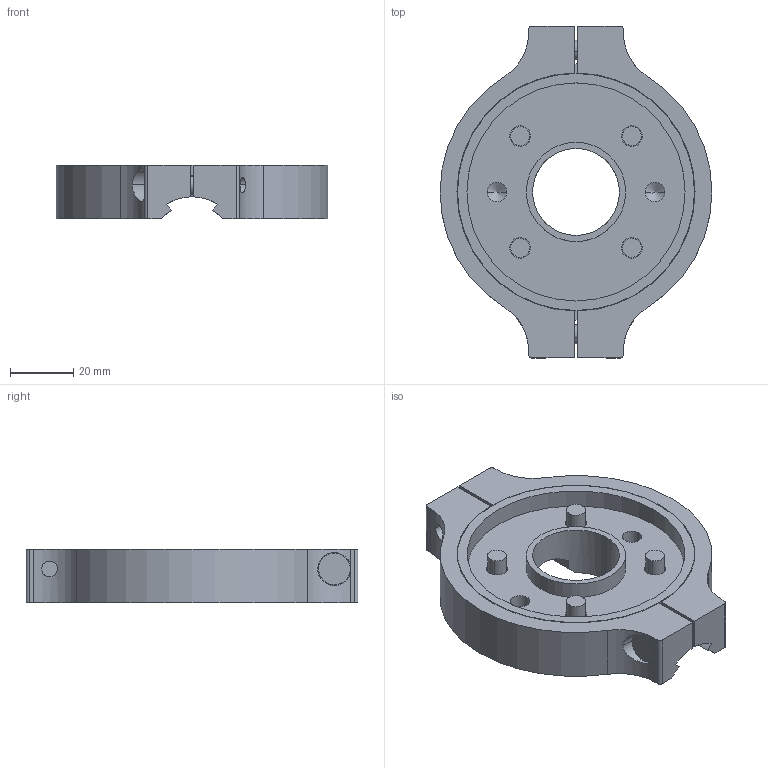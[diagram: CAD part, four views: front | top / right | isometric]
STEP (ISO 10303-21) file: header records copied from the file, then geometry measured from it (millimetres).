
FILE_DESCRIPTION (( 'STEP AP203' ), '1' );
FILE_NAME ('10.01.49.00014.step', '2022-11-07T19:14:35', ( '' ), ( '' ), 'SwSTEP 2.0', 'SolidWorks 2021', '' );
FILE_SCHEMA (( 'CONFIG_CONTROL_DESIGN' ));
Length unit declared in the file: millimetre
Products named in the file (1): 10.01.49.00014
Bounding box: 86 x 105 x 17.05 mm (x, y, z)
Volume: 73232.5 mm3; surface area: 37507.6 mm2
Topology: 9 solids, 9 shells, 167 faces, 407 edges, 268 vertices
Faces by surface type: cylinder 103, plane 60, cone 4
Entity records: 6130 total; most frequent: CARTESIAN_POINT 2009, DIRECTION 885, ORIENTED_EDGE 806, EDGE_CURVE 403, AXIS2_PLACEMENT_3D 354, VERTEX_POINT 268, EDGE_LOOP 199, CIRCLE 186
